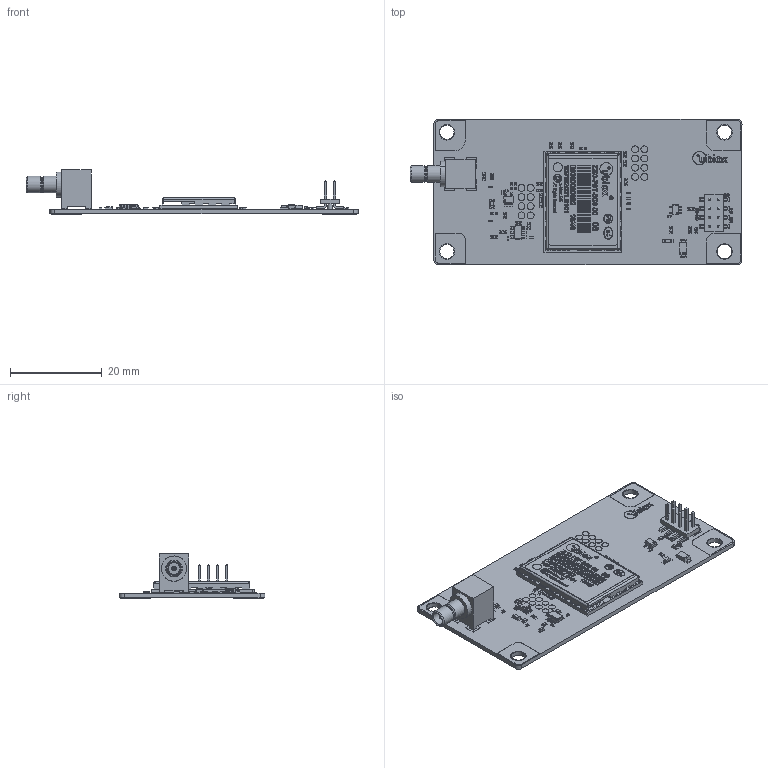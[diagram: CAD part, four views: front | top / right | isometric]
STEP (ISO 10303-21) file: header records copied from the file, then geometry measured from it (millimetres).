
FILE_DESCRIPTION (( 'STEP AP214' ), '1' );
FILE_NAME ('RCB-F9.STEP', '2020-08-31T09:13:57', ( 'u-blox' ), ( 'u-blox' ), 'SwSTEP 2.0', 'SolidWorks 2017', '' );
FILE_SCHEMA (( 'AUTOMOTIVE_DESIGN' ));
Length unit declared in the file: millimetre
Products named in the file (48): 102-0317-700000A___; 102-0176-700000B___; 29241_03_D‚faut; 101-0433-122000B___; 101-0586-122040A___; PCB_ZED_Standard; BF030_PIN-B_0500-0300-0650_Standard; 29241_DＧaut; RCB-F9T-C_PCB_Standard; User Library-SOT353-1; 29241_01_D‚faut; IND 0402; PIN_ZED_GND_Standard; ZED_label; Murata IND 0402 LQG15; ledtop; Shield_ZED_Standard; BF030_INS_B_8con-wPeg_Standard; 29241_02_D‚faut; RCB-F9; LQG15HS2N7B02D; RES 0603; RES PESD0402-140; DIODE_SOD-923; RES 0402; PIN_ZED_Shield_Standard; LED; LQG15HS2N7B02D_4; LED LITE-ON - LTST-C190TBKT; LQG15HS2N7B02D_3; LQG15HS2N7B02D_2; PIN_ZED_SIGNAL_Standard; SMB-JWHT1_clone; PIN_ZED_Pin1Maker_Standard; CAP 0201; BF030-08X-B1-0500-0300-0650-XX_revD6_Standard; DIO SOT123; Part2^RCB-F9; PIN_ZED_JTAG_Standard; 茱_2
Assembly tree (208 placements, depth 3):
  RCB-F9
    RCB-F9T-C_PCB_Standard
    BF030-08X-B1-0500-0300-0650-XX_revD6_Standard
      BF030_INS_B_8con-wPeg_Standard
      BF030_PIN-B_0500-0300-0650_Standard
      BF030_PIN-B_0500-0300-0650_Standard
      BF030_PIN-B_0500-0300-0650_Standard
      BF030_PIN-B_0500-0300-0650_Standard
      BF030_PIN-B_0500-0300-0650_Standard
      BF030_PIN-B_0500-0300-0650_Standard
      BF030_PIN-B_0500-0300-0650_Standard
      BF030_PIN-B_0500-0300-0650_Standard
    SMB-JWHT1_clone
      101-0586-122040A___
      102-0176-700000B___
      茱_2
      102-0317-700000A___
      101-0433-122000B___
    PCB_ZED_Standard
      PCB_ZED_Standard
      PIN_ZED_SIGNAL_Standard  x54
      PIN_ZED_GND_Standard  x48
      PIN_ZED_Shield_Standard  x21
      PIN_ZED_JTAG_Standard  x6
      Shield_ZED_Standard
      ZED_label
      PIN_ZED_Pin1Maker_Standard
    DIODE_SOD-923  x6
    RES 0402  x20
    DIO SOT123
    IND 0402
    CAP 0201  x11
    RES 0603
    RES PESD0402-140
    Murata IND 0402 LQG15  x2
      LQG15HS2N7B02D_4
      LQG15HS2N7B02D_2
      LQG15HS2N7B02D
      LQG15HS2N7B02D_3
    User Library-SOT353-1  x2
    29241_DＧaut
      29241_01_D‚faut  x2
      29241_02_D‚faut
      29241_03_D‚faut
    LED
      LED LITE-ON - LTST-C190TBKT
      ledtop
  Part2^RCB-F9
Bounding box: 72.39 x 31.75 x 9.63 mm (x, y, z)
Volume: 2918 mm3; surface area: 8647.3 mm2
Topology: 475 solids, 475 shells, 8475 faces, 20486 edges, 12919 vertices
Faces by surface type: plane 5969, bspline 1096, cylinder 968, sphere 300, torus 120, cone 22
Entity records: 222365 total; most frequent: CARTESIAN_POINT 62638, ORIENTED_EDGE 23740, DIRECTION 19691, EDGE_CURVE 11870, VECTOR 9459, LINE 9459, VERTEX_POINT 7763, EDGE_LOOP 5167
